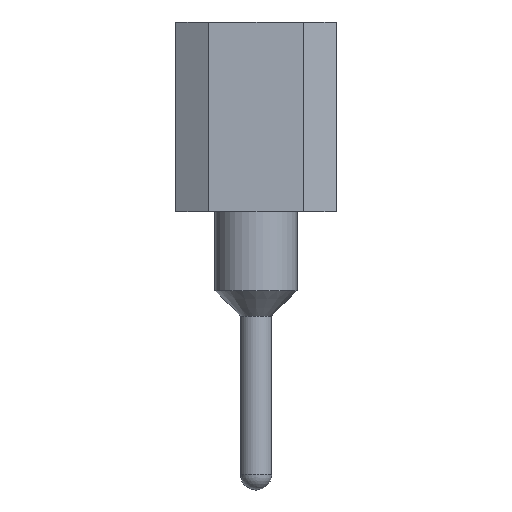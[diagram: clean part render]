
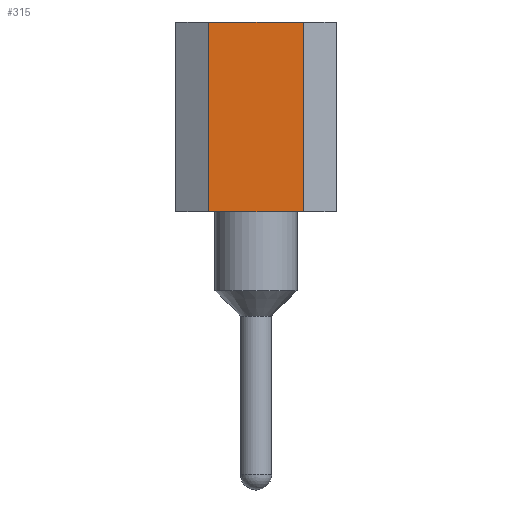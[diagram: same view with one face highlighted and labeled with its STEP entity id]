
A CAD part, left-side view. The second image highlights one B-rep face of the part: STEP entity #315.
In plain terms, the highlighted planar face has unit normal (-1, 0, 0).
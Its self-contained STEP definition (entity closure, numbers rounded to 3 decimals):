
#315=ADVANCED_FACE('',(#2537),#2539,.T.);
#2537=FACE_BOUND('',#2538,.T.);
#2538=EDGE_LOOP('',(#4387,#4388,#4389,#4390));
#2539=PLANE('',#2540);
#2540=AXIS2_PLACEMENT_3D('',#2541,#2542,#2543);
#2541=CARTESIAN_POINT('',(-1.27,0.75,1.65));
#2542=DIRECTION('',(-1.,0.,0.));
#2543=DIRECTION('',(0.,-1.,0.));
#4387=ORIENTED_EDGE('',*,*,#5308,.T.);
#4388=ORIENTED_EDGE('',*,*,#5354,.T.);
#4389=ORIENTED_EDGE('',*,*,#5255,.F.);
#4390=ORIENTED_EDGE('',*,*,#5353,.F.);
#5255=EDGE_CURVE('',#5763,#5765,#5766,.T.);
#5308=EDGE_CURVE('',#5871,#5869,#5872,.T.);
#5353=EDGE_CURVE('',#5871,#5763,#5956,.T.);
#5354=EDGE_CURVE('',#5869,#5765,#5957,.T.);
#5763=VERTEX_POINT('',#6623);
#5765=VERTEX_POINT('',#6627);
#5766=LINE('',#6628,#6629);
#5869=VERTEX_POINT('',#6844);
#5871=VERTEX_POINT('',#6848);
#5872=LINE('',#6849,#6850);
#5956=LINE('',#7024,#7025);
#5957=LINE('',#7027,#7028);
#6623=CARTESIAN_POINT('',(-1.27,0.75,4.65));
#6627=CARTESIAN_POINT('',(-1.27,-0.75,4.65));
#6628=CARTESIAN_POINT('',(-1.27,0.75,4.65));
#6629=VECTOR('',#6630,1.);
#6630=DIRECTION('',(0.,-1.,0.));
#6844=CARTESIAN_POINT('',(-1.27,-0.75,1.65));
#6848=CARTESIAN_POINT('',(-1.27,0.75,1.65));
#6849=CARTESIAN_POINT('',(-1.27,0.75,1.65));
#6850=VECTOR('',#6851,1.);
#6851=DIRECTION('',(0.,-1.,0.));
#7024=CARTESIAN_POINT('',(-1.27,0.75,1.65));
#7025=VECTOR('',#7026,1.);
#7026=DIRECTION('',(0.,0.,1.));
#7027=CARTESIAN_POINT('',(-1.27,-0.75,1.65));
#7028=VECTOR('',#7029,1.);
#7029=DIRECTION('',(0.,0.,1.));
